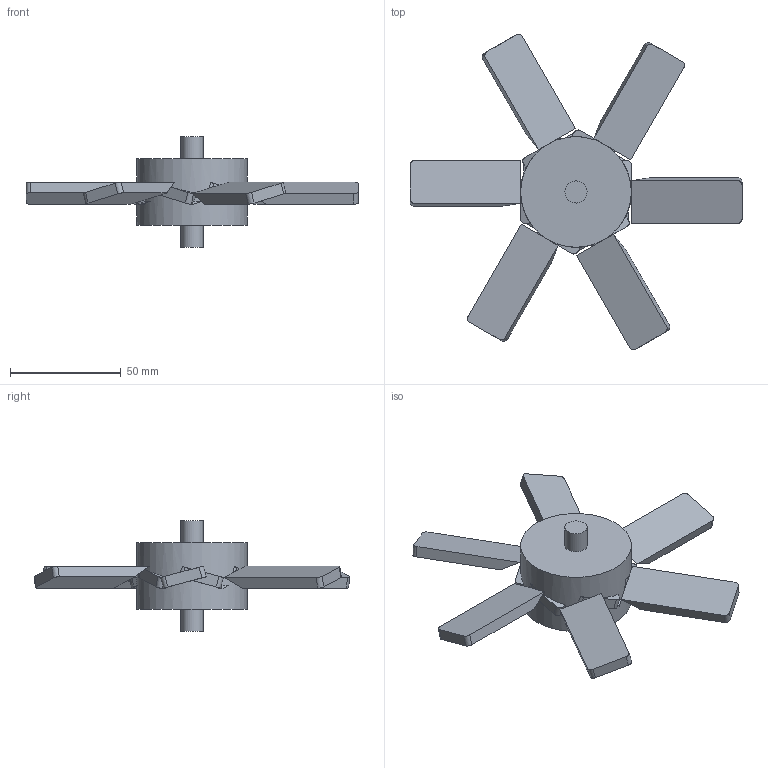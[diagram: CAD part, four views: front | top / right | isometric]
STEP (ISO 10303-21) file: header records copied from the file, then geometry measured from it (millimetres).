
FILE_DESCRIPTION(('Open CASCADE Model'),'2;1');
FILE_NAME('Open CASCADE Shape Model','2024-05-25T19:12:16',('Author'),( 'Open CASCADE'),'Open CASCADE STEP processor 7.7','Open CASCADE 7.7' ,'Unknown');
FILE_SCHEMA(('AUTOMOTIVE_DESIGN { 1 0 10303 214 1 1 1 1 }'));
Length unit declared in the file: millimetre
Products named in the file (8): Open CASCADE STEP translator 7.7 83; Open CASCADE STEP translator 7.7 83.1; Open CASCADE STEP translator 7.7 83.2; Open CASCADE STEP translator 7.7 83.3; Open CASCADE STEP translator 7.7 83.4; Open CASCADE STEP translator 7.7 83.5; Open CASCADE STEP translator 7.7 83.6; Open CASCADE STEP translator 7.7 83.7
Assembly tree (7 placements, depth 2):
  Open CASCADE STEP translator 7.7 83
    Open CASCADE STEP translator 7.7 83.1
    Open CASCADE STEP translator 7.7 83.2
    Open CASCADE STEP translator 7.7 83.3
    Open CASCADE STEP translator 7.7 83.4
    Open CASCADE STEP translator 7.7 83.5
    Open CASCADE STEP translator 7.7 83.6
    Open CASCADE STEP translator 7.7 83.7
Bounding box: 150 x 142.66 x 50 mm (x, y, z)
Volume: 88373.3 mm3; surface area: 25030.3 mm2
Topology: 7 solids, 7 shells, 151 faces, 352 edges, 222 vertices
Faces by surface type: plane 124, cylinder 27
Full cylindrical faces by diameter (mm): 10 x2, 50 x1
Entity records: 9258 total; most frequent: CARTESIAN_POINT 2043, DIRECTION 1336, ORIENTED_EDGE 704, PCURVE 704, DEFINITIONAL_REPRESENTATION 704, LINE 672, VECTOR 672, EDGE_CURVE 352
